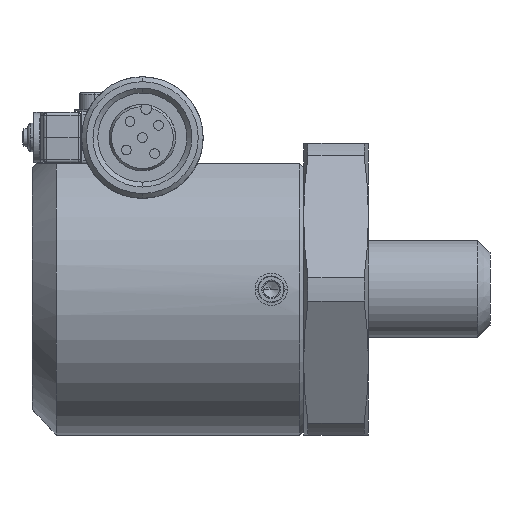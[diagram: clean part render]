
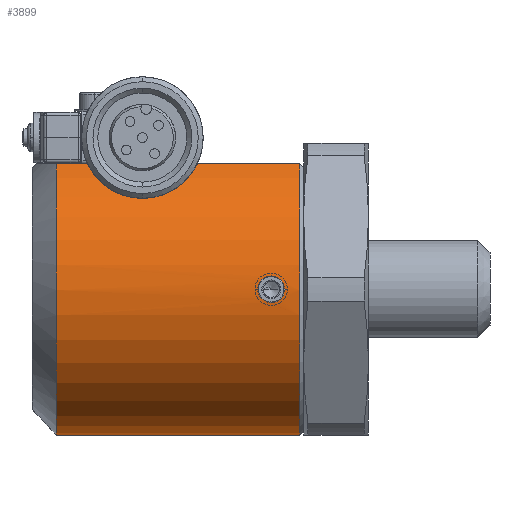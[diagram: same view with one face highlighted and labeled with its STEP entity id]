
A CAD part, left-side view. The second image highlights one B-rep face of the part: STEP entity #3899.
In plain terms, the highlighted cylindrical face has radius 18 mm (diameter 36 mm), a partial arc.
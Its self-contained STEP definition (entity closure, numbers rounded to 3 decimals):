
#3899=ADVANCED_FACE('',(#8308,#8309),#8310,.T.);
#8308=FACE_OUTER_BOUND('',#14261,.T.);
#8309=FACE_BOUND('',#14262,.T.);
#8310=CYLINDRICAL_SURFACE('',#14263,18.0);
#14261=EDGE_LOOP('',(#26038,#26039,#26040,#26041));
#14262=EDGE_LOOP('',(#26042,#26043));
#14263=AXIS2_PLACEMENT_3D('',#26044,#26045,#26046);
#26038=ORIENTED_EDGE('',*,*,#34354,.T.);
#26039=ORIENTED_EDGE('',*,*,#34431,.F.);
#26040=ORIENTED_EDGE('',*,*,#34418,.T.);
#26041=ORIENTED_EDGE('',*,*,#34409,.T.);
#26042=ORIENTED_EDGE('',*,*,#34432,.F.);
#26043=ORIENTED_EDGE('',*,*,#34375,.F.);
#26044=CARTESIAN_POINT('',(0.,23.0,0.));
#26045=DIRECTION('',(0.,-1.0,0.0));
#26046=DIRECTION('',(0.0,0.0,1.0));
#34354=EDGE_CURVE('',#42010,#42011,#42012,.T.);
#34375=EDGE_CURVE('',#42045,#42047,#42048,.T.);
#34409=EDGE_CURVE('',#42101,#42010,#42102,.T.);
#34418=EDGE_CURVE('',#42115,#42101,#42116,.T.);
#34431=EDGE_CURVE('',#42115,#42011,#42129,.T.);
#34432=EDGE_CURVE('',#42047,#42045,#42130,.T.);
#42010=VERTEX_POINT('',#57166);
#42011=VERTEX_POINT('',#57167);
#42012=LINE('',#57168,#57169);
#42045=VERTEX_POINT('',#57286);
#42047=VERTEX_POINT('',#57289);
#42048=B_SPLINE_CURVE_WITH_KNOTS('',3,(#57290,#57291,#57292,#57293,#57294,#57295,#57296,#57297,#57298,#57299,#57300,#57301,#57302,#57303,#57304,#57305,#57306,#57307,#57308,#57309,#57310,#57311,#57312,#57313,#57314,#57315),.UNSPECIFIED.,.F.,.F.,(4,2,2,2,2,2,2,2,2,2,2,2,4),(0.005,0.006,0.006,0.007,0.007,0.007,0.008,0.008,0.008,0.009,0.009,0.01,0.01),.UNSPECIFIED.);
#42101=VERTEX_POINT('',#57465);
#42102=CIRCLE('',#57466,18.0);
#42115=VERTEX_POINT('',#57489);
#42116=LINE('',#57490,#57491);
#42129=CIRCLE('',#57516,18.0);
#42130=B_SPLINE_CURVE_WITH_KNOTS('',3,(#57517,#57518,#57519,#57520,#57521,#57522,#57523,#57524,#57525,#57526,#57527,#57528,#57529,#57530,#57531,#57532,#57533,#57534,#57535,#57536,#57537,#57538,#57539,#57540,#57541,#57542,#57543,#57544,#57545,#57546),.UNSPECIFIED.,.F.,.F.,(4,2,2,2,2,2,2,2,2,2,2,2,2,2,4),(0.0,0.,0.001,0.001,0.001,0.002,0.003,0.003,0.003,0.004,0.004,0.004,0.005,0.005,0.005),.UNSPECIFIED.);
#57166=CARTESIAN_POINT('',(0.,53.5,-18.0));
#57167=CARTESIAN_POINT('',(0.,23.5,-18.0));
#57168=CARTESIAN_POINT('',(0.,38.5,-18.0));
#57169=VECTOR('',#65166,1.0);
#57286=CARTESIAN_POINT('',(-17.924,27.0,-1.65));
#57289=CARTESIAN_POINT('',(-17.924,27.0,1.65));
#57290=CARTESIAN_POINT('',(-17.924,27.0,-1.65));
#57291=CARTESIAN_POINT('',(-17.924,26.785,-1.65));
#57292=CARTESIAN_POINT('',(-17.928,26.567,-1.607));
#57293=CARTESIAN_POINT('',(-17.942,26.17,-1.442));
#57294=CARTESIAN_POINT('',(-17.952,25.986,-1.32));
#57295=CARTESIAN_POINT('',(-17.967,25.758,-1.092));
#57296=CARTESIAN_POINT('',(-17.972,25.688,-1.007));
#57297=CARTESIAN_POINT('',(-17.981,25.568,-0.827));
#57298=CARTESIAN_POINT('',(-17.985,25.518,-0.733));
#57299=CARTESIAN_POINT('',(-17.992,25.435,-0.533));
#57300=CARTESIAN_POINT('',(-17.995,25.403,-0.428));
#57301=CARTESIAN_POINT('',(-17.999,25.361,-0.217));
#57302=CARTESIAN_POINT('',(-18.,25.35,-0.11));
#57303=CARTESIAN_POINT('',(-18.,25.35,0.108));
#57304=CARTESIAN_POINT('',(-17.999,25.361,0.215));
#57305=CARTESIAN_POINT('',(-17.995,25.402,0.426));
#57306=CARTESIAN_POINT('',(-17.992,25.434,0.531));
#57307=CARTESIAN_POINT('',(-17.985,25.517,0.731));
#57308=CARTESIAN_POINT('',(-17.981,25.567,0.826));
#57309=CARTESIAN_POINT('',(-17.972,25.687,1.005));
#57310=CARTESIAN_POINT('',(-17.967,25.756,1.09));
#57311=CARTESIAN_POINT('',(-17.952,25.985,1.318));
#57312=CARTESIAN_POINT('',(-17.942,26.168,1.441));
#57313=CARTESIAN_POINT('',(-17.928,26.565,1.606));
#57314=CARTESIAN_POINT('',(-17.924,26.782,1.65));
#57315=CARTESIAN_POINT('',(-17.924,27.0,1.65));
#57465=CARTESIAN_POINT('',(-9.152,53.5,15.5));
#57466=AXIS2_PLACEMENT_3D('',#65224,#65225,#65226);
#57489=CARTESIAN_POINT('',(-9.152,23.5,15.5));
#57490=CARTESIAN_POINT('',(-9.152,23.5,15.5));
#57491=VECTOR('',#65236,30.0);
#57516=AXIS2_PLACEMENT_3D('',#65256,#65257,#65258);
#57517=CARTESIAN_POINT('',(-17.924,27.0,1.65));
#57518=CARTESIAN_POINT('',(-17.924,27.109,1.65));
#57519=CARTESIAN_POINT('',(-17.925,27.216,1.639));
#57520=CARTESIAN_POINT('',(-17.929,27.427,1.597));
#57521=CARTESIAN_POINT('',(-17.932,27.532,1.566));
#57522=CARTESIAN_POINT('',(-17.939,27.732,1.483));
#57523=CARTESIAN_POINT('',(-17.943,27.827,1.432));
#57524=CARTESIAN_POINT('',(-17.952,28.006,1.312));
#57525=CARTESIAN_POINT('',(-17.957,28.091,1.243));
#57526=CARTESIAN_POINT('',(-17.972,28.319,1.014));
#57527=CARTESIAN_POINT('',(-17.982,28.442,0.83));
#57528=CARTESIAN_POINT('',(-17.996,28.607,0.433));
#57529=CARTESIAN_POINT('',(-18.,28.65,0.216));
#57530=CARTESIAN_POINT('',(-18.,28.65,-0.107));
#57531=CARTESIAN_POINT('',(-17.999,28.639,-0.216));
#57532=CARTESIAN_POINT('',(-17.995,28.597,-0.428));
#57533=CARTESIAN_POINT('',(-17.992,28.566,-0.531));
#57534=CARTESIAN_POINT('',(-17.985,28.483,-0.731));
#57535=CARTESIAN_POINT('',(-17.981,28.432,-0.827));
#57536=CARTESIAN_POINT('',(-17.972,28.312,-1.006));
#57537=CARTESIAN_POINT('',(-17.967,28.244,-1.089));
#57538=CARTESIAN_POINT('',(-17.957,28.09,-1.244));
#57539=CARTESIAN_POINT('',(-17.952,28.007,-1.312));
#57540=CARTESIAN_POINT('',(-17.943,27.828,-1.431));
#57541=CARTESIAN_POINT('',(-17.939,27.731,-1.483));
#57542=CARTESIAN_POINT('',(-17.932,27.532,-1.566));
#57543=CARTESIAN_POINT('',(-17.929,27.429,-1.597));
#57544=CARTESIAN_POINT('',(-17.925,27.217,-1.639));
#57545=CARTESIAN_POINT('',(-17.924,27.108,-1.65));
#57546=CARTESIAN_POINT('',(-17.924,27.0,-1.65));
#65166=DIRECTION('',(0.,-1.0,0.0));
#65224=CARTESIAN_POINT('',(0.,53.5,0.));
#65225=DIRECTION('',(0.0,-1.0,0.0));
#65226=DIRECTION('',(0.0,0.0,1.0));
#65236=DIRECTION('',(0.0,1.0,0.0));
#65256=CARTESIAN_POINT('',(0.,23.5,0.));
#65257=DIRECTION('',(0.0,-1.0,0.0));
#65258=DIRECTION('',(0.0,0.0,1.0));
